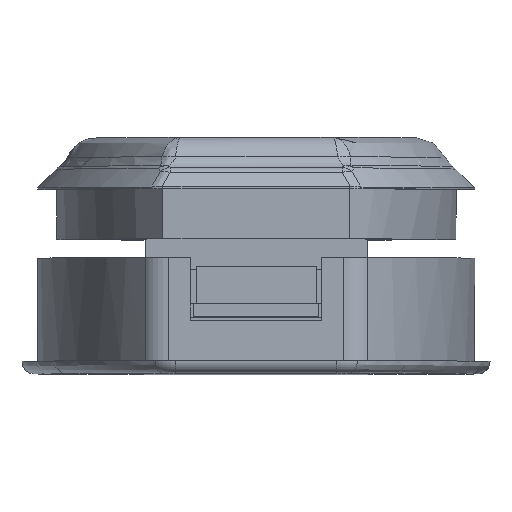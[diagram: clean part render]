
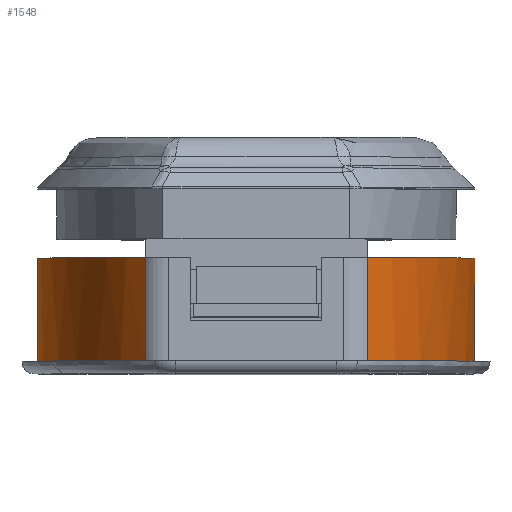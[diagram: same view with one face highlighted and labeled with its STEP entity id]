
A CAD part, top view. The second image highlights one B-rep face of the part: STEP entity #1548.
In plain terms, the highlighted free-form (B-spline) face has degree [3, 1] with [7, 2] control points.
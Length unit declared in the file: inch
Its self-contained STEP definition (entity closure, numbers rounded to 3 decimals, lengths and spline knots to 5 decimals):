
#101 = CARTESIAN_POINT ( 'NONE',  ( -0.35516, -0.33, 1.14178 ) ) ;
#556 = CARTESIAN_POINT ( 'NONE',  ( -0.39024, -0.25, -1.1 ) ) ;
#563 = VERTEX_POINT ( 'NONE', #9775 ) ;
#690 = CARTESIAN_POINT ( 'NONE',  ( -0.35516, -0.33, 1.14178 ) ) ;
#1506 = CARTESIAN_POINT ( 'NONE',  ( 0.35516, 0., 1.14178 ) ) ;
#1548 = ADVANCED_FACE ( 'NONE', ( #7746 ), #10097, .T. ) ;
#1666 = CARTESIAN_POINT ( 'NONE',  ( -0.39024, -0.08, -1.1 ) ) ;
#1764 = CARTESIAN_POINT ( 'NONE',  ( 0., 0., -1.325 ) ) ;
#1969 = EDGE_CURVE ( 'NONE', #6406, #10515, #4072, .T. ) ;
#2266 = ORIENTED_EDGE ( 'NONE', *, *, #5189, .F. ) ;
#2290 = CARTESIAN_POINT ( 'NONE',  ( -0.35516, -0.33, 1.14178 ) ) ;
#2405 = CARTESIAN_POINT ( 'NONE',  ( 0.86651, 0., -0.49462 ) ) ;
#2614 = DIRECTION ( 'NONE',  ( 0., 1., 0. ) ) ;
#2638 = CARTESIAN_POINT ( 'NONE',  ( 0.35516, -0.33, 1.14178 ) ) ;
#2827 = CARTESIAN_POINT ( 'NONE',  ( -0.88522, -0.33, -1.325 ) ) ;
#3215 = ORIENTED_EDGE ( 'NONE', *, *, #4427, .F. ) ;
#3489 = ORIENTED_EDGE ( 'NONE', *, *, #4141, .F. ) ;
#3553 = CARTESIAN_POINT ( 'NONE',  ( 0.88522, -0.33, -1.325 ) ) ;
#3760 = ORIENTED_EDGE ( 'NONE', *, *, #4365, .F. ) ;
#4072 = LINE ( 'NONE', #690, #10981 ) ;
#4128 = CARTESIAN_POINT ( 'NONE',  ( -1.11798, -0.33, 0.29163 ) ) ;
#4141 = EDGE_CURVE ( 'NONE', #6406, #5107, #5558, .T. ) ;
#4164 = CARTESIAN_POINT ( 'NONE',  ( 0.35516, -0.33, 1.14178 ) ) ;
#4203 = CARTESIAN_POINT ( 'NONE',  ( 0.84953, 0., 0.59082 ) ) ;
#4328 = CARTESIAN_POINT ( 'NONE',  ( 0.35516, 0., 1.14178 ) ) ;
#4365 = EDGE_CURVE ( 'NONE', #8766, #563, #6138, .T. ) ;
#4427 = EDGE_CURVE ( 'NONE', #563, #9858, #7432, .T. ) ;
#4522 = ORIENTED_EDGE ( 'NONE', *, *, #7447, .F. ) ;
#4656 = CARTESIAN_POINT ( 'NONE',  ( -0.35516, 0., 1.14178 ) ) ;
#4781 = CARTESIAN_POINT ( 'NONE',  ( -1.11798, 0., 0.29163 ) ) ;
#4927 = CARTESIAN_POINT ( 'NONE',  ( 1.11798, -0.33, 0.29163 ) ) ;
#5044 = CARTESIAN_POINT ( 'NONE',  ( 0.35516, -0.33, 1.14178 ) ) ;
#5107 = VERTEX_POINT ( 'NONE', #4164 ) ;
#5189 = EDGE_CURVE ( 'NONE', #9858, #7287, #9232, .T. ) ;
#5243 = EDGE_LOOP ( 'NONE', ( #3760, #5915, #3489, #6631, #4522, #9305, #2266, #3215 ) ) ;
#5380 = CARTESIAN_POINT ( 'NONE',  ( 0.88522, 0., -1.325 ) ) ;
#5558 =( BOUNDED_CURVE ( )  B_SPLINE_CURVE ( 3, ( #2290, #4128, #10316, #8624, #9486, #4927, #5044 ),
 .UNSPECIFIED., .F., .F. ) 
 B_SPLINE_CURVE_WITH_KNOTS ( ( 4, 3, 4 ),
 ( 0.53214, 3.14159, 5.75105 ),
 .UNSPECIFIED. ) 
 CURVE ( )  GEOMETRIC_REPRESENTATION_ITEM ( )  RATIONAL_B_SPLINE_CURVE ( ( 1., 0.509, 0.509, 1., 0.509, 0.509, 1. ) ) 
 REPRESENTATION_ITEM ( '' )  );
#5915 = ORIENTED_EDGE ( 'NONE', *, *, #10857, .T. ) ;
#5924 = CARTESIAN_POINT ( 'NONE',  ( -0.35516, 0., 1.14178 ) ) ;
#5955 = CARTESIAN_POINT ( 'NONE',  ( 0.39024, -0.25, -1.1 ) ) ;
#5991 = CARTESIAN_POINT ( 'NONE',  ( -0.14669, -0.25, -1.40957 ) ) ;
#6138 =( BOUNDED_CURVE ( )  B_SPLINE_CURVE ( 3, ( #1506, #4203, #2405, #7823 ),
 .UNSPECIFIED., .F., .F. ) 
 B_SPLINE_CURVE_WITH_KNOTS ( ( 4, 4 ),
 ( 0.53214, 2.55024 ),
 .UNSPECIFIED. ) 
 CURVE ( )  GEOMETRIC_REPRESENTATION_ITEM ( )  RATIONAL_B_SPLINE_CURVE ( ( 1., 0.688, 0.688, 1. ) ) 
 REPRESENTATION_ITEM ( '' )  );
#6406 = VERTEX_POINT ( 'NONE', #101 ) ;
#6478 = CARTESIAN_POINT ( 'NONE',  ( -0.88522, 0., -1.325 ) ) ;
#6631 = ORIENTED_EDGE ( 'NONE', *, *, #1969, .T. ) ;
#7271 = LINE ( 'NONE', #1666, #8820 ) ;
#7287 = VERTEX_POINT ( 'NONE', #10329 ) ;
#7432 = LINE ( 'NONE', #10465, #8705 ) ;
#7447 = EDGE_CURVE ( 'NONE', #10291, #10515, #10894, .T. ) ;
#7454 = CARTESIAN_POINT ( 'NONE',  ( -1.11798, -0.33, 0.29163 ) ) ;
#7746 = FACE_OUTER_BOUND ( 'NONE', #5243, .T. ) ;
#7823 = CARTESIAN_POINT ( 'NONE',  ( 0.39024, 0., -1.1 ) ) ;
#8088 = CARTESIAN_POINT ( 'NONE',  ( 1.11798, -0.33, 0.29163 ) ) ;
#8091 = VECTOR ( 'NONE', #9848, 39.37008 ) ;
#8168 = CARTESIAN_POINT ( 'NONE',  ( 1.11798, 0., 0.29163 ) ) ;
#8624 = CARTESIAN_POINT ( 'NONE',  ( 0., -0.33, -1.325 ) ) ;
#8705 = VECTOR ( 'NONE', #11412, 39.37008 ) ;
#8755 = CARTESIAN_POINT ( 'NONE',  ( -0.84953, 0., 0.59082 ) ) ;
#8766 = VERTEX_POINT ( 'NONE', #9638 ) ;
#8820 = VECTOR ( 'NONE', #2614, 39.37008 ) ;
#8956 = CARTESIAN_POINT ( 'NONE',  ( -0.39024, 0., -1.1 ) ) ;
#8967 = CARTESIAN_POINT ( 'NONE',  ( 0.35516, 0., 1.14178 ) ) ;
#9101 = EDGE_CURVE ( 'NONE', #7287, #10291, #7271, .T. ) ;
#9154 = CARTESIAN_POINT ( 'NONE',  ( -0.35516, -0.33, 1.14178 ) ) ;
#9232 =( BOUNDED_CURVE ( )  B_SPLINE_CURVE ( 3, ( #5955, #9597, #5991, #556 ),
 .UNSPECIFIED., .F., .F. ) 
 B_SPLINE_CURVE_WITH_KNOTS ( ( 4, 4 ),
 ( 2.55024, 3.73294 ),
 .UNSPECIFIED. ) 
 CURVE ( )  GEOMETRIC_REPRESENTATION_ITEM ( )  RATIONAL_B_SPLINE_CURVE ( ( 1., 0.887, 0.887, 1. ) ) 
 REPRESENTATION_ITEM ( '' )  );
#9305 = ORIENTED_EDGE ( 'NONE', *, *, #9101, .F. ) ;
#9486 = CARTESIAN_POINT ( 'NONE',  ( 0.88522, -0.33, -1.325 ) ) ;
#9597 = CARTESIAN_POINT ( 'NONE',  ( 0.14669, -0.25, -1.40957 ) ) ;
#9612 = CARTESIAN_POINT ( 'NONE',  ( -0.86651, 0., -0.49462 ) ) ;
#9638 = CARTESIAN_POINT ( 'NONE',  ( 0.35516, 0., 1.14178 ) ) ;
#9775 = CARTESIAN_POINT ( 'NONE',  ( 0.39024, 0., -1.1 ) ) ;
#9820 = DIRECTION ( 'NONE',  ( 0., 1., 0. ) ) ;
#9848 = DIRECTION ( 'NONE',  ( 0., -1., 0. ) ) ;
#9858 = VERTEX_POINT ( 'NONE', #10738 ) ;
#10097 =( BOUNDED_SURFACE ( )  B_SPLINE_SURFACE ( 3, 1, ( 
 ( #2638, #8967 ),
 ( #8088, #8168 ),
 ( #3553, #5380 ),
 ( #11673, #1764 ),
 ( #2827, #6478 ),
 ( #7454, #4781 ),
 ( #9154, #4656 ) ),
 .UNSPECIFIED., .F., .F., .F. ) 
 B_SPLINE_SURFACE_WITH_KNOTS ( ( 4, 3, 4 ),
 ( 2, 2 ),
 ( 0., 0.5, 1. ),
 ( 0., 1. ),
 .UNSPECIFIED. ) 
 GEOMETRIC_REPRESENTATION_ITEM ( )  RATIONAL_B_SPLINE_SURFACE ( (
 ( 1., 1.),
 ( 0.509, 0.509),
 ( 0.509, 0.509),
 ( 1., 1.),
 ( 0.509, 0.509),
 ( 0.509, 0.509),
 ( 1., 1.) ) ) 
 REPRESENTATION_ITEM ( '' )  SURFACE ( )  );
#10291 = VERTEX_POINT ( 'NONE', #8956 ) ;
#10316 = CARTESIAN_POINT ( 'NONE',  ( -0.88522, -0.33, -1.325 ) ) ;
#10329 = CARTESIAN_POINT ( 'NONE',  ( -0.39024, -0.25, -1.1 ) ) ;
#10465 = CARTESIAN_POINT ( 'NONE',  ( 0.39024, -0.08, -1.1 ) ) ;
#10515 = VERTEX_POINT ( 'NONE', #5924 ) ;
#10590 = CARTESIAN_POINT ( 'NONE',  ( -0.39024, 0., -1.1 ) ) ;
#10677 = CARTESIAN_POINT ( 'NONE',  ( -0.35516, 0., 1.14178 ) ) ;
#10738 = CARTESIAN_POINT ( 'NONE',  ( 0.39024, -0.25, -1.1 ) ) ;
#10778 = LINE ( 'NONE', #4328, #8091 ) ;
#10857 = EDGE_CURVE ( 'NONE', #8766, #5107, #10778, .T. ) ;
#10894 =( BOUNDED_CURVE ( )  B_SPLINE_CURVE ( 3, ( #10590, #9612, #8755, #10677 ),
 .UNSPECIFIED., .F., .F. ) 
 B_SPLINE_CURVE_WITH_KNOTS ( ( 4, 4 ),
 ( 3.73294, 5.75105 ),
 .UNSPECIFIED. ) 
 CURVE ( )  GEOMETRIC_REPRESENTATION_ITEM ( )  RATIONAL_B_SPLINE_CURVE ( ( 1., 0.688, 0.688, 1. ) ) 
 REPRESENTATION_ITEM ( '' )  );
#10981 = VECTOR ( 'NONE', #9820, 39.37008 ) ;
#11412 = DIRECTION ( 'NONE',  ( 0., -1., 0. ) ) ;
#11673 = CARTESIAN_POINT ( 'NONE',  ( 0., -0.33, -1.325 ) ) ;
